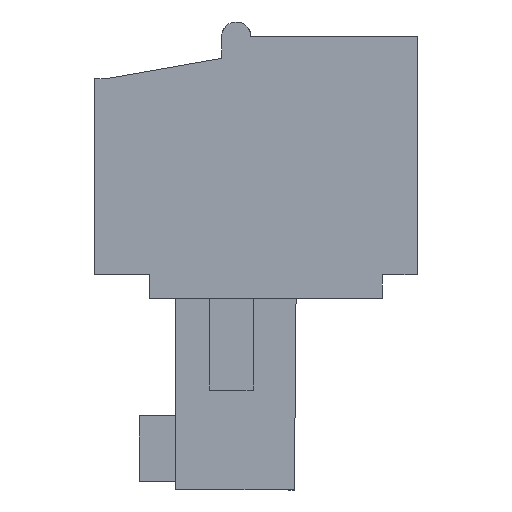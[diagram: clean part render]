
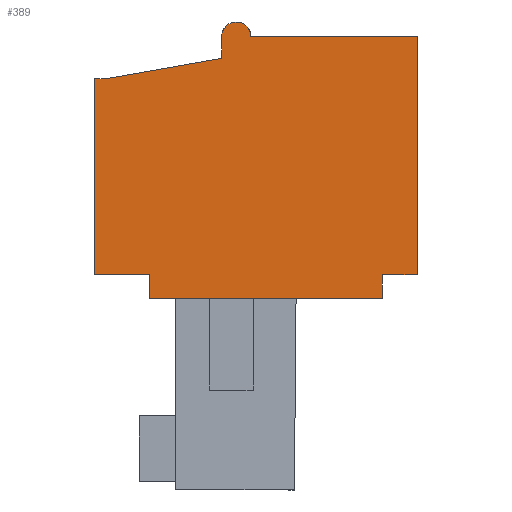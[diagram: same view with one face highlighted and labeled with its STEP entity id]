
A CAD part, left-side view. The second image highlights one B-rep face of the part: STEP entity #389.
In plain terms, the highlighted planar face has unit normal (-1, 0, 0).
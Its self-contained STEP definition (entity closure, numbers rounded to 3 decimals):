
#305=AXIS2_PLACEMENT_3D('Plane Axis2P3D',#302,#303,#304) ;
#323=AXIS2_PLACEMENT_3D('Circle Axis2P3D',#321,#322,$) ;
#40=CARTESIAN_POINT('Vertex',(0.,1.2,7.4)) ;
#45=CARTESIAN_POINT('Line Origine',(0.,1.2,7.)) ;
#49=CARTESIAN_POINT('Vertex',(0.,1.2,6.6)) ;
#250=CARTESIAN_POINT('Vertex',(0.,0.,7.4)) ;
#253=CARTESIAN_POINT('Line Origine',(0.,0.6,7.4)) ;
#302=CARTESIAN_POINT('Axis2P3D Location',(0.,0.,0.)) ;
#307=CARTESIAN_POINT('Line Origine',(0.,0.,11.5)) ;
#311=CARTESIAN_POINT('Vertex',(0.,0.,15.6)) ;
#314=CARTESIAN_POINT('Line Origine',(0.,2.865,15.6)) ;
#318=CARTESIAN_POINT('Vertex',(0.,5.73,15.6)) ;
#321=CARTESIAN_POINT('Axis2P3D Location',(0.,6.23,15.6)) ;
#325=CARTESIAN_POINT('Vertex',(0.,6.73,15.6)) ;
#328=CARTESIAN_POINT('Line Origine',(0.,6.73,15.225)) ;
#332=CARTESIAN_POINT('Vertex',(0.,6.73,14.85)) ;
#335=CARTESIAN_POINT('Line Origine',(0.,8.715,14.5)) ;
#339=CARTESIAN_POINT('Vertex',(0.,10.7,14.15)) ;
#342=CARTESIAN_POINT('Line Origine',(0.,10.9,14.15)) ;
#346=CARTESIAN_POINT('Vertex',(0.,11.1,14.15)) ;
#349=CARTESIAN_POINT('Line Origine',(0.,11.1,10.775)) ;
#353=CARTESIAN_POINT('Vertex',(0.,11.1,7.4)) ;
#356=CARTESIAN_POINT('Line Origine',(0.,10.15,7.4)) ;
#360=CARTESIAN_POINT('Vertex',(0.,9.2,7.4)) ;
#363=CARTESIAN_POINT('Line Origine',(0.,9.2,7.)) ;
#367=CARTESIAN_POINT('Vertex',(0.,9.2,6.6)) ;
#370=CARTESIAN_POINT('Line Origine',(0.,5.2,6.6)) ;
#46=DIRECTION('Vector Direction',(0.,0.,-1.)) ;
#254=DIRECTION('Vector Direction',(0.,1.,0.)) ;
#303=DIRECTION('Axis2P3D Direction',(-1.,0.,0.)) ;
#304=DIRECTION('Axis2P3D XDirection',(0.,0.,1.)) ;
#308=DIRECTION('Vector Direction',(0.,0.,-1.)) ;
#315=DIRECTION('Vector Direction',(0.,-1.,0.)) ;
#322=DIRECTION('Axis2P3D Direction',(-1.,0.,0.)) ;
#329=DIRECTION('Vector Direction',(0.,0.,1.)) ;
#336=DIRECTION('Vector Direction',(0.,-0.985,0.174)) ;
#343=DIRECTION('Vector Direction',(0.,-1.,0.)) ;
#350=DIRECTION('Vector Direction',(0.,0.,1.)) ;
#357=DIRECTION('Vector Direction',(0.,1.,0.)) ;
#364=DIRECTION('Vector Direction',(0.,0.,1.)) ;
#371=DIRECTION('Vector Direction',(0.,1.,0.)) ;
#47=VECTOR('Line Direction',#46,1.) ;
#255=VECTOR('Line Direction',#254,1.) ;
#309=VECTOR('Line Direction',#308,1.) ;
#316=VECTOR('Line Direction',#315,1.) ;
#330=VECTOR('Line Direction',#329,1.) ;
#337=VECTOR('Line Direction',#336,1.) ;
#344=VECTOR('Line Direction',#343,1.) ;
#351=VECTOR('Line Direction',#350,1.) ;
#358=VECTOR('Line Direction',#357,1.) ;
#365=VECTOR('Line Direction',#364,1.) ;
#372=VECTOR('Line Direction',#371,1.) ;
#376=ORIENTED_EDGE('',*,*,#313,.T.) ;
#377=ORIENTED_EDGE('',*,*,#320,.T.) ;
#378=ORIENTED_EDGE('',*,*,#327,.T.) ;
#379=ORIENTED_EDGE('',*,*,#334,.T.) ;
#380=ORIENTED_EDGE('',*,*,#341,.T.) ;
#381=ORIENTED_EDGE('',*,*,#348,.T.) ;
#382=ORIENTED_EDGE('',*,*,#355,.T.) ;
#383=ORIENTED_EDGE('',*,*,#362,.T.) ;
#384=ORIENTED_EDGE('',*,*,#369,.T.) ;
#385=ORIENTED_EDGE('',*,*,#374,.T.) ;
#386=ORIENTED_EDGE('',*,*,#51,.T.) ;
#387=ORIENTED_EDGE('',*,*,#257,.T.) ;
#389=ADVANCED_FACE('HOUSING',(#388),#306,.T.) ;
#324=CIRCLE('generated circle',#323,0.5) ;
#51=EDGE_CURVE('',#50,#41,#48,.F.) ;
#257=EDGE_CURVE('',#41,#251,#256,.F.) ;
#313=EDGE_CURVE('',#251,#312,#310,.F.) ;
#320=EDGE_CURVE('',#312,#319,#317,.F.) ;
#327=EDGE_CURVE('',#319,#326,#324,.T.) ;
#334=EDGE_CURVE('',#326,#333,#331,.F.) ;
#341=EDGE_CURVE('',#333,#340,#338,.F.) ;
#348=EDGE_CURVE('',#340,#347,#345,.F.) ;
#355=EDGE_CURVE('',#347,#354,#352,.F.) ;
#362=EDGE_CURVE('',#354,#361,#359,.F.) ;
#369=EDGE_CURVE('',#361,#368,#366,.F.) ;
#374=EDGE_CURVE('',#368,#50,#373,.F.) ;
#375=EDGE_LOOP('',(#376,#377,#378,#379,#380,#381,#382,#383,#384,#385,#386,#387)) ;
#388=FACE_OUTER_BOUND('',#375,.T.) ;
#48=LINE('Line',#45,#47) ;
#256=LINE('Line',#253,#255) ;
#310=LINE('Line',#307,#309) ;
#317=LINE('Line',#314,#316) ;
#331=LINE('Line',#328,#330) ;
#338=LINE('Line',#335,#337) ;
#345=LINE('Line',#342,#344) ;
#352=LINE('Line',#349,#351) ;
#359=LINE('Line',#356,#358) ;
#366=LINE('Line',#363,#365) ;
#373=LINE('Line',#370,#372) ;
#306=PLANE('',#305) ;
#41=VERTEX_POINT('',#40) ;
#50=VERTEX_POINT('',#49) ;
#251=VERTEX_POINT('',#250) ;
#312=VERTEX_POINT('',#311) ;
#319=VERTEX_POINT('',#318) ;
#326=VERTEX_POINT('',#325) ;
#333=VERTEX_POINT('',#332) ;
#340=VERTEX_POINT('',#339) ;
#347=VERTEX_POINT('',#346) ;
#354=VERTEX_POINT('',#353) ;
#361=VERTEX_POINT('',#360) ;
#368=VERTEX_POINT('',#367) ;
